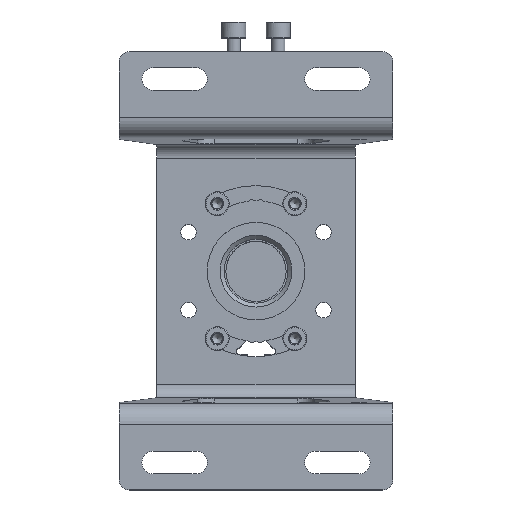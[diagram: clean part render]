
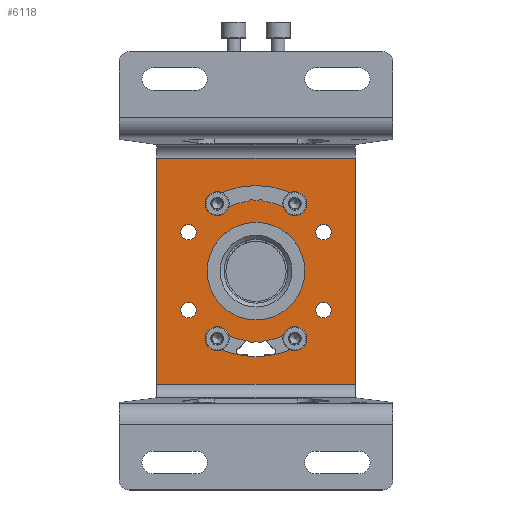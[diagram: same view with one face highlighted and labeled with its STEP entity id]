
A CAD part, top view. The second image highlights one B-rep face of the part: STEP entity #6118.
In plain terms, the highlighted face is planar.
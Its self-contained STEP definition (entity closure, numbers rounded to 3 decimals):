
#412=LINE('',#10095,#924);
#413=LINE('',#10098,#925);
#414=LINE('',#10100,#926);
#415=LINE('',#10102,#927);
#924=VECTOR('',#8170,1000.);
#925=VECTOR('',#8171,1000.);
#926=VECTOR('',#8172,1000.);
#927=VECTOR('',#8173,1000.);
#1273=PLANE('',#6766);
#1571=CIRCLE('',#6767,2.25);
#1572=CIRCLE('',#6768,2.25);
#1573=CIRCLE('',#6769,2.25);
#1574=CIRCLE('',#6770,2.25);
#1575=CIRCLE('',#6771,2.25);
#1576=CIRCLE('',#6772,25.);
#1577=CIRCLE('',#6773,2.25);
#1578=CIRCLE('',#6774,20.5);
#1579=CIRCLE('',#6775,5.);
#1580=CIRCLE('',#6776,0.5);
#1581=CIRCLE('',#6777,2.15);
#1582=CIRCLE('',#6778,0.5);
#1583=CIRCLE('',#6779,5.);
#1584=CIRCLE('',#6780,20.5);
#1585=CIRCLE('',#6781,14.25);
#1586=CIRCLE('',#6782,5.);
#1587=CIRCLE('',#6783,20.5);
#1588=CIRCLE('',#6784,2.25);
#1589=CIRCLE('',#6785,25.);
#1590=CIRCLE('',#6786,2.25);
#1591=CIRCLE('',#6787,20.5);
#1592=CIRCLE('',#6788,5.);
#1593=CIRCLE('',#6789,0.5);
#1594=CIRCLE('',#6790,2.15);
#1595=CIRCLE('',#6791,0.5);
#2578=ORIENTED_EDGE('',*,*,#3829,.T.);
#2579=ORIENTED_EDGE('',*,*,#3830,.T.);
#2580=ORIENTED_EDGE('',*,*,#3831,.T.);
#2581=ORIENTED_EDGE('',*,*,#3832,.T.);
#2582=ORIENTED_EDGE('',*,*,#3833,.T.);
#2583=ORIENTED_EDGE('',*,*,#3834,.T.);
#2584=ORIENTED_EDGE('',*,*,#3835,.T.);
#2585=ORIENTED_EDGE('',*,*,#3836,.F.);
#2586=ORIENTED_EDGE('',*,*,#3837,.T.);
#2587=ORIENTED_EDGE('',*,*,#3838,.F.);
#2588=ORIENTED_EDGE('',*,*,#3839,.T.);
#2589=ORIENTED_EDGE('',*,*,#3840,.F.);
#2590=ORIENTED_EDGE('',*,*,#3841,.T.);
#2591=ORIENTED_EDGE('',*,*,#3842,.F.);
#2592=ORIENTED_EDGE('',*,*,#3843,.T.);
#2593=ORIENTED_EDGE('',*,*,#3844,.F.);
#2594=ORIENTED_EDGE('',*,*,#3845,.T.);
#2595=ORIENTED_EDGE('',*,*,#3846,.F.);
#2596=ORIENTED_EDGE('',*,*,#3847,.F.);
#2597=ORIENTED_EDGE('',*,*,#3848,.F.);
#2598=ORIENTED_EDGE('',*,*,#3849,.T.);
#2599=ORIENTED_EDGE('',*,*,#3850,.F.);
#2600=ORIENTED_EDGE('',*,*,#3851,.F.);
#2601=ORIENTED_EDGE('',*,*,#3852,.F.);
#2602=ORIENTED_EDGE('',*,*,#3853,.T.);
#2603=ORIENTED_EDGE('',*,*,#3854,.F.);
#2604=ORIENTED_EDGE('',*,*,#3855,.T.);
#2605=ORIENTED_EDGE('',*,*,#3856,.F.);
#2606=ORIENTED_EDGE('',*,*,#3857,.T.);
#3829=EDGE_CURVE('',#4553,#4553,#1571,.T.);
#3830=EDGE_CURVE('',#4554,#4554,#1572,.T.);
#3831=EDGE_CURVE('',#4555,#4555,#1573,.T.);
#3832=EDGE_CURVE('',#4556,#4556,#1574,.T.);
#3833=EDGE_CURVE('',#4557,#4558,#1575,.T.);
#3834=EDGE_CURVE('',#4558,#4559,#1576,.T.);
#3835=EDGE_CURVE('',#4559,#4560,#1577,.T.);
#3836=EDGE_CURVE('',#4561,#4560,#1578,.T.);
#3837=EDGE_CURVE('',#4561,#4562,#1579,.T.);
#3838=EDGE_CURVE('',#4563,#4562,#1580,.T.);
#3839=EDGE_CURVE('',#4563,#4564,#1581,.T.);
#3840=EDGE_CURVE('',#4565,#4564,#1582,.T.);
#3841=EDGE_CURVE('',#4565,#4566,#1583,.T.);
#3842=EDGE_CURVE('',#4557,#4566,#1584,.T.);
#3843=EDGE_CURVE('',#4567,#4567,#1585,.T.);
#3844=EDGE_CURVE('',#4568,#4569,#412,.T.);
#3845=EDGE_CURVE('',#4568,#4570,#413,.T.);
#3846=EDGE_CURVE('',#4571,#4570,#414,.T.);
#3847=EDGE_CURVE('',#4569,#4571,#415,.T.);
#3848=EDGE_CURVE('',#4572,#4573,#1586,.F.);
#3849=EDGE_CURVE('',#4572,#4574,#1587,.F.);
#3850=EDGE_CURVE('',#4575,#4574,#1588,.F.);
#3851=EDGE_CURVE('',#4576,#4575,#1589,.F.);
#3852=EDGE_CURVE('',#4577,#4576,#1590,.F.);
#3853=EDGE_CURVE('',#4577,#4578,#1591,.F.);
#3854=EDGE_CURVE('',#4579,#4578,#1592,.F.);
#3855=EDGE_CURVE('',#4579,#4580,#1593,.F.);
#3856=EDGE_CURVE('',#4581,#4580,#1594,.F.);
#3857=EDGE_CURVE('',#4581,#4573,#1595,.F.);
#4553=VERTEX_POINT('',#10066);
#4554=VERTEX_POINT('',#10068);
#4555=VERTEX_POINT('',#10070);
#4556=VERTEX_POINT('',#10072);
#4557=VERTEX_POINT('',#10074);
#4558=VERTEX_POINT('',#10075);
#4559=VERTEX_POINT('',#10077);
#4560=VERTEX_POINT('',#10079);
#4561=VERTEX_POINT('',#10081);
#4562=VERTEX_POINT('',#10083);
#4563=VERTEX_POINT('',#10085);
#4564=VERTEX_POINT('',#10087);
#4565=VERTEX_POINT('',#10089);
#4566=VERTEX_POINT('',#10091);
#4567=VERTEX_POINT('',#10094);
#4568=VERTEX_POINT('',#10096);
#4569=VERTEX_POINT('',#10097);
#4570=VERTEX_POINT('',#10099);
#4571=VERTEX_POINT('',#10101);
#4572=VERTEX_POINT('',#10104);
#4573=VERTEX_POINT('',#10105);
#4574=VERTEX_POINT('',#10107);
#4575=VERTEX_POINT('',#10109);
#4576=VERTEX_POINT('',#10111);
#4577=VERTEX_POINT('',#10113);
#4578=VERTEX_POINT('',#10115);
#4579=VERTEX_POINT('',#10117);
#4580=VERTEX_POINT('',#10119);
#4581=VERTEX_POINT('',#10121);
#5082=EDGE_LOOP('',(#2578));
#5083=EDGE_LOOP('',(#2579));
#5084=EDGE_LOOP('',(#2580));
#5085=EDGE_LOOP('',(#2581));
#5086=EDGE_LOOP('',(#2582,#2583,#2584,#2585,#2586,#2587,#2588,#2589,#2590,
#2591));
#5087=EDGE_LOOP('',(#2592));
#5088=EDGE_LOOP('',(#2593,#2594,#2595,#2596));
#5089=EDGE_LOOP('',(#2597,#2598,#2599,#2600,#2601,#2602,#2603,#2604,#2605,
#2606));
#5576=FACE_BOUND('',#5082,.T.);
#5577=FACE_BOUND('',#5083,.T.);
#5578=FACE_BOUND('',#5084,.T.);
#5579=FACE_BOUND('',#5085,.T.);
#5580=FACE_BOUND('',#5086,.T.);
#5581=FACE_BOUND('',#5087,.T.);
#5582=FACE_BOUND('',#5088,.T.);
#5583=FACE_BOUND('',#5089,.T.);
#6118=ADVANCED_FACE('',(#5576,#5577,#5578,#5579,#5580,#5581,#5582,#5583),
#1273,.F.);
#6766=AXIS2_PLACEMENT_3D('',#10064,#8138,#8139);
#6767=AXIS2_PLACEMENT_3D('',#10065,#8140,#8141);
#6768=AXIS2_PLACEMENT_3D('',#10067,#8142,#8143);
#6769=AXIS2_PLACEMENT_3D('',#10069,#8144,#8145);
#6770=AXIS2_PLACEMENT_3D('',#10071,#8146,#8147);
#6771=AXIS2_PLACEMENT_3D('',#10073,#8148,#8149);
#6772=AXIS2_PLACEMENT_3D('',#10076,#8150,#8151);
#6773=AXIS2_PLACEMENT_3D('',#10078,#8152,#8153);
#6774=AXIS2_PLACEMENT_3D('',#10080,#8154,#8155);
#6775=AXIS2_PLACEMENT_3D('',#10082,#8156,#8157);
#6776=AXIS2_PLACEMENT_3D('',#10084,#8158,#8159);
#6777=AXIS2_PLACEMENT_3D('',#10086,#8160,#8161);
#6778=AXIS2_PLACEMENT_3D('',#10088,#8162,#8163);
#6779=AXIS2_PLACEMENT_3D('',#10090,#8164,#8165);
#6780=AXIS2_PLACEMENT_3D('',#10092,#8166,#8167);
#6781=AXIS2_PLACEMENT_3D('',#10093,#8168,#8169);
#6782=AXIS2_PLACEMENT_3D('',#10103,#8174,#8175);
#6783=AXIS2_PLACEMENT_3D('',#10106,#8176,#8177);
#6784=AXIS2_PLACEMENT_3D('',#10108,#8178,#8179);
#6785=AXIS2_PLACEMENT_3D('',#10110,#8180,#8181);
#6786=AXIS2_PLACEMENT_3D('',#10112,#8182,#8183);
#6787=AXIS2_PLACEMENT_3D('',#10114,#8184,#8185);
#6788=AXIS2_PLACEMENT_3D('',#10116,#8186,#8187);
#6789=AXIS2_PLACEMENT_3D('',#10118,#8188,#8189);
#6790=AXIS2_PLACEMENT_3D('',#10120,#8190,#8191);
#6791=AXIS2_PLACEMENT_3D('',#10122,#8192,#8193);
#8138=DIRECTION('',(0.,0.,1.));
#8139=DIRECTION('',(1.,0.,0.));
#8140=DIRECTION('',(0.,0.,1.));
#8141=DIRECTION('',(1.,0.,0.));
#8142=DIRECTION('',(0.,0.,1.));
#8143=DIRECTION('',(1.,0.,0.));
#8144=DIRECTION('',(0.,0.,1.));
#8145=DIRECTION('',(1.,0.,0.));
#8146=DIRECTION('',(0.,0.,1.));
#8147=DIRECTION('',(1.,0.,0.));
#8148=DIRECTION('',(0.,0.,1.));
#8149=DIRECTION('',(1.,0.,0.));
#8150=DIRECTION('',(0.,0.,1.));
#8151=DIRECTION('',(1.,0.,0.));
#8152=DIRECTION('',(0.,0.,1.));
#8153=DIRECTION('',(1.,0.,0.));
#8154=DIRECTION('',(0.,0.,1.));
#8155=DIRECTION('',(1.,0.,0.));
#8156=DIRECTION('',(0.,0.,1.));
#8157=DIRECTION('',(1.,0.,0.));
#8158=DIRECTION('',(0.,0.,1.));
#8159=DIRECTION('',(1.,0.,0.));
#8160=DIRECTION('',(0.,0.,1.));
#8161=DIRECTION('',(1.,0.,0.));
#8162=DIRECTION('',(0.,0.,1.));
#8163=DIRECTION('',(1.,0.,0.));
#8164=DIRECTION('',(0.,0.,1.));
#8165=DIRECTION('',(1.,0.,0.));
#8166=DIRECTION('',(0.,0.,1.));
#8167=DIRECTION('',(1.,0.,0.));
#8168=DIRECTION('',(0.,0.,1.));
#8169=DIRECTION('',(1.,0.,0.));
#8170=DIRECTION('',(0.,1.,0.));
#8171=DIRECTION('',(-1.,0.,0.));
#8172=DIRECTION('',(0.,-1.,0.));
#8173=DIRECTION('',(-1.,0.,0.));
#8174=DIRECTION('',(0.,0.,1.));
#8175=DIRECTION('',(1.,0.,0.));
#8176=DIRECTION('',(0.,0.,1.));
#8177=DIRECTION('',(1.,0.,0.));
#8178=DIRECTION('',(0.,0.,1.));
#8179=DIRECTION('',(1.,0.,0.));
#8180=DIRECTION('',(0.,0.,1.));
#8181=DIRECTION('',(1.,0.,0.));
#8182=DIRECTION('',(0.,0.,1.));
#8183=DIRECTION('',(1.,0.,0.));
#8184=DIRECTION('',(0.,0.,1.));
#8185=DIRECTION('',(1.,0.,0.));
#8186=DIRECTION('',(0.,0.,1.));
#8187=DIRECTION('',(1.,0.,0.));
#8188=DIRECTION('',(0.,0.,1.));
#8189=DIRECTION('',(1.,0.,0.));
#8190=DIRECTION('',(0.,0.,1.));
#8191=DIRECTION('',(1.,0.,0.));
#8192=DIRECTION('',(0.,0.,1.));
#8193=DIRECTION('',(1.,0.,0.));
#10064=CARTESIAN_POINT('',(40.,-33.,-2.));
#10065=CARTESIAN_POINT('',(-19.702,11.375,-2.));
#10066=CARTESIAN_POINT('',(-17.452,11.375,-2.));
#10067=CARTESIAN_POINT('',(-19.702,-11.375,-2.));
#10068=CARTESIAN_POINT('',(-17.452,-11.375,-2.));
#10069=CARTESIAN_POINT('',(19.702,-11.375,-2.));
#10070=CARTESIAN_POINT('',(21.952,-11.375,-2.));
#10071=CARTESIAN_POINT('',(19.702,11.375,-2.));
#10072=CARTESIAN_POINT('',(21.952,11.375,-2.));
#10073=CARTESIAN_POINT('',(11.375,19.702,-2.));
#10074=CARTESIAN_POINT('',(10.25,17.754,-2.));
#10075=CARTESIAN_POINT('',(12.5,21.651,-2.));
#10076=CARTESIAN_POINT('',(0.,0.,
-2.));
#10077=CARTESIAN_POINT('',(-12.5,21.651,-2.));
#10078=CARTESIAN_POINT('',(-11.375,19.702,-2.));
#10079=CARTESIAN_POINT('',(-10.25,17.754,-2.));
#10080=CARTESIAN_POINT('',(0.,0.,-2.));
#10081=CARTESIAN_POINT('',(-3.734,20.157,-2.));
#10082=CARTESIAN_POINT('',(-4.,25.15,-2.));
#10083=CARTESIAN_POINT('',(-1.478,20.832,-2.));
#10084=CARTESIAN_POINT('',(-1.226,20.401,-2.));
#10085=CARTESIAN_POINT('',(-0.995,20.844,-2.));
#10086=CARTESIAN_POINT('',(0.,22.75,-2.));
#10087=CARTESIAN_POINT('',(0.995,20.844,-2.));
#10088=CARTESIAN_POINT('',(1.226,20.401,-2.));
#10089=CARTESIAN_POINT('',(1.478,20.832,-2.));
#10090=CARTESIAN_POINT('',(4.,25.15,-2.));
#10091=CARTESIAN_POINT('',(3.734,20.157,-2.));
#10092=CARTESIAN_POINT('',(0.,0.,-2.));
#10093=CARTESIAN_POINT('',(0.,0.,-2.));
#10094=CARTESIAN_POINT('',(14.25,0.,-2.));
#10095=CARTESIAN_POINT('',(29.,-33.,-2.));
#10096=CARTESIAN_POINT('',(29.,-33.,-2.));
#10097=CARTESIAN_POINT('',(29.,33.,-2.));
#10098=CARTESIAN_POINT('',(40.,-33.,-2.));
#10099=CARTESIAN_POINT('',(-29.,-33.,-2.));
#10100=CARTESIAN_POINT('',(-29.,-33.,-2.));
#10101=CARTESIAN_POINT('',(-29.,33.,-2.));
#10102=CARTESIAN_POINT('',(40.,33.,-2.));
#10103=CARTESIAN_POINT('',(-4.,-25.15,-2.));
#10104=CARTESIAN_POINT('',(-3.734,-20.157,-2.));
#10105=CARTESIAN_POINT('',(-1.478,-20.832,-2.));
#10106=CARTESIAN_POINT('',(0.,0.,
-2.));
#10107=CARTESIAN_POINT('',(-10.25,-17.754,-2.));
#10108=CARTESIAN_POINT('',(-11.375,-19.702,-2.));
#10109=CARTESIAN_POINT('',(-12.5,-21.651,-2.));
#10110=CARTESIAN_POINT('',(0.,0.,-2.));
#10111=CARTESIAN_POINT('',(12.5,-21.651,-2.));
#10112=CARTESIAN_POINT('',(11.375,-19.702,-2.));
#10113=CARTESIAN_POINT('',(10.25,-17.754,-2.));
#10114=CARTESIAN_POINT('',(0.,0.,-2.));
#10115=CARTESIAN_POINT('',(3.734,-20.157,-2.));
#10116=CARTESIAN_POINT('',(4.,-25.15,-2.));
#10117=CARTESIAN_POINT('',(1.478,-20.832,-2.));
#10118=CARTESIAN_POINT('',(1.226,-20.401,-2.));
#10119=CARTESIAN_POINT('',(0.995,-20.844,-2.));
#10120=CARTESIAN_POINT('',(0.,-22.75,-2.));
#10121=CARTESIAN_POINT('',(-0.995,-20.844,-2.));
#10122=CARTESIAN_POINT('',(-1.226,-20.401,-2.));
